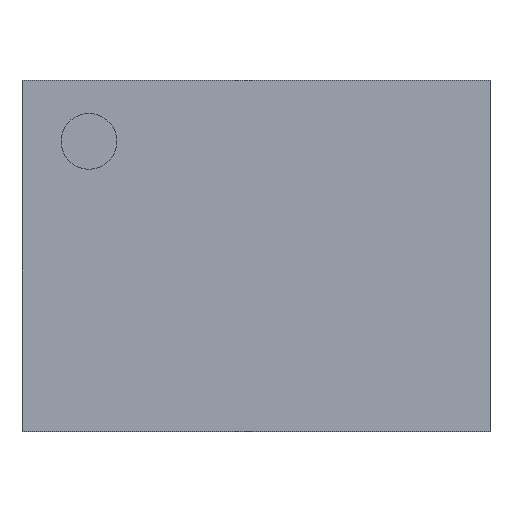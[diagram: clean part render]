
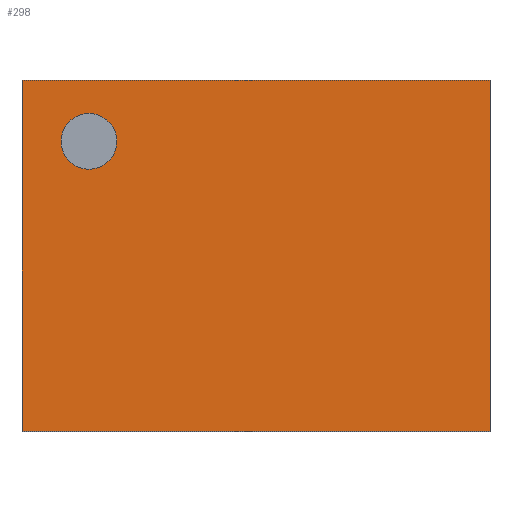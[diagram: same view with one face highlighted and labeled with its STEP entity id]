
A CAD part, top view. The second image highlights one B-rep face of the part: STEP entity #298.
In plain terms, the highlighted planar face has unit normal (0, 0, 1).
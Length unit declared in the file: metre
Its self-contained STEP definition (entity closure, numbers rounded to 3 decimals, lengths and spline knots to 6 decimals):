
#298 = ADVANCED_FACE( '', ( #618, #619 ), #620, .T. );
#618 = FACE_BOUND( '', #976, .T. );
#619 = FACE_OUTER_BOUND( '', #977, .T. );
#620 = PLANE( '', #978 );
#976 = EDGE_LOOP( '', ( #1654 ) );
#977 = EDGE_LOOP( '', ( #1655, #1656, #1657, #1658 ) );
#978 = AXIS2_PLACEMENT_3D( '', #1659, #1660, #1661 );
#1654 = ORIENTED_EDGE( '', *, *, #2238, .F. );
#1655 = ORIENTED_EDGE( '', *, *, #2070, .T. );
#1656 = ORIENTED_EDGE( '', *, *, #2239, .T. );
#1657 = ORIENTED_EDGE( '', *, *, #2233, .F. );
#1658 = ORIENTED_EDGE( '', *, *, #2203, .F. );
#1659 = CARTESIAN_POINT( '', ( 0., 0., 0.0008 ) );
#1660 = DIRECTION( '', ( 0., 0., 1. ) );
#1661 = DIRECTION( '', ( 1., 0., 0. ) );
#2070 = EDGE_CURVE( '', #2484, #2482, #2485, .T. );
#2203 = EDGE_CURVE( '', #2484, #2677, #2678, .T. );
#2233 = EDGE_CURVE( '', #2677, #2718, #2719, .T. );
#2238 = EDGE_CURVE( '', #2724, #2724, #2725, .T. );
#2239 = EDGE_CURVE( '', #2482, #2718, #2726, .T. );
#2482 = VERTEX_POINT( '', #3046 );
#2484 = VERTEX_POINT( '', #3049 );
#2485 = LINE( '', #3050, #3051 );
#2677 = VERTEX_POINT( '', #3327 );
#2678 = LINE( '', #3328, #3329 );
#2718 = VERTEX_POINT( '', #3390 );
#2719 = LINE( '', #3391, #3392 );
#2724 = VERTEX_POINT( '', #3398 );
#2725 = CIRCLE( '', #3399, 0.000477 );
#2726 = LINE( '', #3400, #3401 );
#3046 = CARTESIAN_POINT( '', ( -0.004, 0.003, 0.0008 ) );
#3049 = CARTESIAN_POINT( '', ( 0.004, 0.003, 0.0008 ) );
#3050 = CARTESIAN_POINT( '', ( 0., 0.003, 0.0008 ) );
#3051 = VECTOR( '', #3600, 1. );
#3327 = CARTESIAN_POINT( '', ( 0.004, -0.003, 0.0008 ) );
#3328 = CARTESIAN_POINT( '', ( 0.004, -0.001905, 0.0008 ) );
#3329 = VECTOR( '', #3721, 1. );
#3390 = CARTESIAN_POINT( '', ( -0.004, -0.003, 0.0008 ) );
#3391 = CARTESIAN_POINT( '', ( 0., -0.003, 0.0008 ) );
#3392 = VECTOR( '', #3755, 1. );
#3398 = CARTESIAN_POINT( '', ( -0.002379, 0.001959, 0.0008 ) );
#3399 = AXIS2_PLACEMENT_3D( '', #3760, #3761, #3762 );
#3400 = CARTESIAN_POINT( '', ( -0.004, 0.001905, 0.0008 ) );
#3401 = VECTOR( '', #3763, 1. );
#3600 = DIRECTION( '', ( -1., 0., 0. ) );
#3721 = DIRECTION( '', ( 0., -1., 0. ) );
#3755 = DIRECTION( '', ( -1., 0., 0. ) );
#3760 = CARTESIAN_POINT( '', ( -0.002856, 0.001959, 0.0008 ) );
#3761 = DIRECTION( '', ( 0., 0., 1. ) );
#3762 = DIRECTION( '', ( 1., 0., 0. ) );
#3763 = DIRECTION( '', ( 0., -1., 0. ) );
